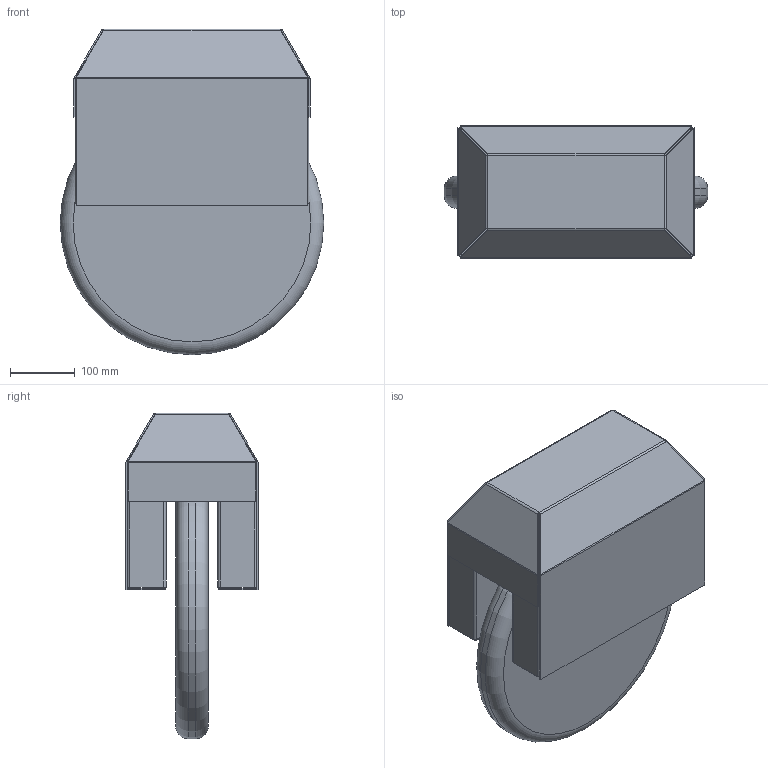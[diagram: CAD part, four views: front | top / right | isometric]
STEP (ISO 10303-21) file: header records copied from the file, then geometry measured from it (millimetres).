
FILE_DESCRIPTION(/* description */ (''),/* implementation_level */ '2;1');
FILE_NAME(/* name */ 'cw1.2.step',/* time_stamp */ '2025-12-26T17:43:01+01:00',/* author */ (''),/* organization */ (''),/* preprocessor_version */ 'ST-DEVELOPER v20.1',/* originating_system */ 'Autodesk Translation Framework v14.21.0.0',/* authorisation */ '');
FILE_SCHEMA (('AUTOMOTIVE_DESIGN { 1 0 10303 214 3 1 1 }'));
Length unit declared in the file: millimetre
Products named in the file (4): cw1.1; Wheel; Chassis; Lid
Assembly tree (3 placements, depth 2):
  cw1.1
    Wheel
    Chassis
    Lid
Bounding box: 406.4 x 204 x 502 mm (x, y, z)
Volume: 7402159 mm3; surface area: 1443015.2 mm2
Topology: 3 solids, 3 shells, 225 faces, 465 edges, 246 vertices
Faces by surface type: plane 158, cylinder 49, bspline 16, torus 2
Full cylindrical faces by diameter (mm): 406.4 x1
Entity records: 6026 total; most frequent: CARTESIAN_POINT 1305, DIRECTION 953, ORIENTED_EDGE 930, EDGE_CURVE 465, LINE 361, VECTOR 361, AXIS2_PLACEMENT_3D 296, VERTEX_POINT 246
